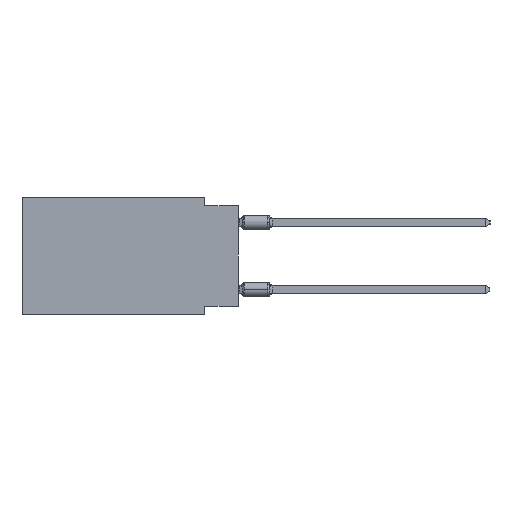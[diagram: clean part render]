
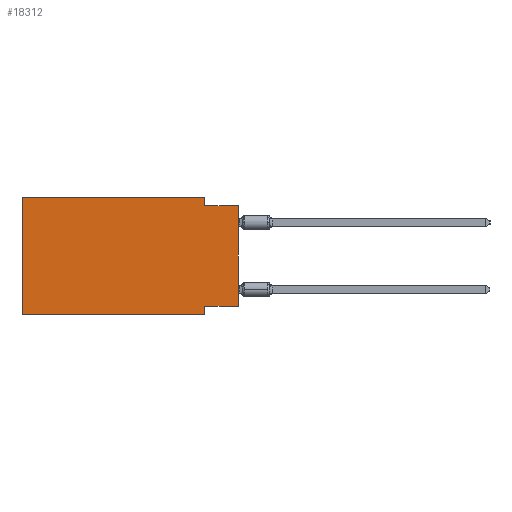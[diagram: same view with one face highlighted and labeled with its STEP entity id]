
A CAD part, left-side view. The second image highlights one B-rep face of the part: STEP entity #18312.
In plain terms, the highlighted planar face has unit normal (-1, 0, 0).
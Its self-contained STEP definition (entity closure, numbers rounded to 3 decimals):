
#2573 = LINE ( 'NONE', #12657, #19470 ) ;
#2948 = VECTOR ( 'NONE', #35053, 1000. ) ;
#3485 = CARTESIAN_POINT ( 'NONE',  ( 0., 2.54, 0. ) ) ;
#4658 = ORIENTED_EDGE ( 'NONE', *, *, #44653, .T. ) ;
#5269 = LINE ( 'NONE', #19647, #18027 ) ;
#5446 = CARTESIAN_POINT ( 'NONE',  ( 0., 2.54, 0. ) ) ;
#6265 = CARTESIAN_POINT ( 'NONE',  ( 0., 2.54, -0.635 ) ) ;
#6816 = VECTOR ( 'NONE', #24420, 1000. ) ;
#7660 = VERTEX_POINT ( 'NONE', #17042 ) ;
#8447 = VERTEX_POINT ( 'NONE', #31278 ) ;
#8907 = DIRECTION ( 'NONE',  ( 0., 1., 0. ) ) ;
#10007 = EDGE_CURVE ( 'NONE', #33807, #41031, #2573, .T. ) ;
#12579 = DIRECTION ( 'NONE',  ( 0., 0., -1. ) ) ;
#12657 = CARTESIAN_POINT ( 'NONE',  ( 0., 16.383, 0. ) ) ;
#13197 = DIRECTION ( 'NONE',  ( 0., -1., 0. ) ) ;
#13471 = CARTESIAN_POINT ( 'NONE',  ( 0., 16.383, -8.89 ) ) ;
#13477 = CARTESIAN_POINT ( 'NONE',  ( 0., 0., -0.635 ) ) ;
#13532 = EDGE_CURVE ( 'NONE', #41031, #19548, #36259, .T. ) ;
#13602 = CARTESIAN_POINT ( 'NONE',  ( 0., 0., -0.635 ) ) ;
#16573 = DIRECTION ( 'NONE',  ( 0., 0., -1. ) ) ;
#16788 = PLANE ( 'NONE',  #26301 ) ;
#17042 = CARTESIAN_POINT ( 'NONE',  ( 0., 0., -8.255 ) ) ;
#18027 = VECTOR ( 'NONE', #12579, 1000. ) ;
#18312 = ADVANCED_FACE ( 'NONE', ( #20206 ), #16788, .F. ) ;
#18475 = EDGE_CURVE ( 'NONE', #24860, #20007, #34833, .T. ) ;
#19470 = VECTOR ( 'NONE', #36419, 1000. ) ;
#19548 = VERTEX_POINT ( 'NONE', #5446 ) ;
#19647 = CARTESIAN_POINT ( 'NONE',  ( 0., 2.54, -8.89 ) ) ;
#20007 = VERTEX_POINT ( 'NONE', #13477 ) ;
#20206 = FACE_OUTER_BOUND ( 'NONE', #27214, .T. ) ;
#20481 = LINE ( 'NONE', #27594, #30947 ) ;
#21077 = EDGE_CURVE ( 'NONE', #8447, #24927, #5269, .T. ) ;
#22211 = EDGE_CURVE ( 'NONE', #7660, #8447, #40449, .T. ) ;
#22656 = ORIENTED_EDGE ( 'NONE', *, *, #35445, .T. ) ;
#22970 = CARTESIAN_POINT ( 'NONE',  ( 0., 2.54, -8.89 ) ) ;
#23087 = ORIENTED_EDGE ( 'NONE', *, *, #21077, .F. ) ;
#24420 = DIRECTION ( 'NONE',  ( 0., 0., 1. ) ) ;
#24860 = VERTEX_POINT ( 'NONE', #6265 ) ;
#24927 = VERTEX_POINT ( 'NONE', #22970 ) ;
#26301 = AXIS2_PLACEMENT_3D ( 'NONE', #29455, #30741, #16573 ) ;
#26854 = VECTOR ( 'NONE', #8907, 1000. ) ;
#26999 = ORIENTED_EDGE ( 'NONE', *, *, #22211, .F. ) ;
#27214 = EDGE_LOOP ( 'NONE', ( #4658, #40474, #37416, #29104, #39397, #22656, #23087, #26999 ) ) ;
#27594 = CARTESIAN_POINT ( 'NONE',  ( 0., 16.383, -8.89 ) ) ;
#29104 = ORIENTED_EDGE ( 'NONE', *, *, #13532, .F. ) ;
#29455 = CARTESIAN_POINT ( 'NONE',  ( 0., 16.383, 0. ) ) ;
#29916 = EDGE_CURVE ( 'NONE', #19548, #24860, #41199, .T. ) ;
#30227 = VECTOR ( 'NONE', #43142, 1000. ) ;
#30741 = DIRECTION ( 'NONE',  ( 1., 0., 0. ) ) ;
#30947 = VECTOR ( 'NONE', #13197, 1000. ) ;
#31278 = CARTESIAN_POINT ( 'NONE',  ( 0., 2.54, -8.255 ) ) ;
#31288 = LINE ( 'NONE', #42251, #6816 ) ;
#32933 = CARTESIAN_POINT ( 'NONE',  ( 0., 0., -8.255 ) ) ;
#33807 = VERTEX_POINT ( 'NONE', #13471 ) ;
#34833 = LINE ( 'NONE', #13602, #2948 ) ;
#35053 = DIRECTION ( 'NONE',  ( 0., -1., 0. ) ) ;
#35445 = EDGE_CURVE ( 'NONE', #33807, #24927, #20481, .T. ) ;
#36259 = LINE ( 'NONE', #43361, #30227 ) ;
#36419 = DIRECTION ( 'NONE',  ( 0., 0., 1. ) ) ;
#36569 = CARTESIAN_POINT ( 'NONE',  ( 0., 16.383, 0. ) ) ;
#36650 = VECTOR ( 'NONE', #44633, 1000. ) ;
#37416 = ORIENTED_EDGE ( 'NONE', *, *, #29916, .F. ) ;
#39397 = ORIENTED_EDGE ( 'NONE', *, *, #10007, .F. ) ;
#40449 = LINE ( 'NONE', #32933, #26854 ) ;
#40474 = ORIENTED_EDGE ( 'NONE', *, *, #18475, .F. ) ;
#41031 = VERTEX_POINT ( 'NONE', #36569 ) ;
#41199 = LINE ( 'NONE', #3485, #36650 ) ;
#42251 = CARTESIAN_POINT ( 'NONE',  ( 0., 0., 0. ) ) ;
#43142 = DIRECTION ( 'NONE',  ( 0., -1., 0. ) ) ;
#43361 = CARTESIAN_POINT ( 'NONE',  ( 0., 16.383, 0. ) ) ;
#44633 = DIRECTION ( 'NONE',  ( 0., 0., -1. ) ) ;
#44653 = EDGE_CURVE ( 'NONE', #7660, #20007, #31288, .T. ) ;
